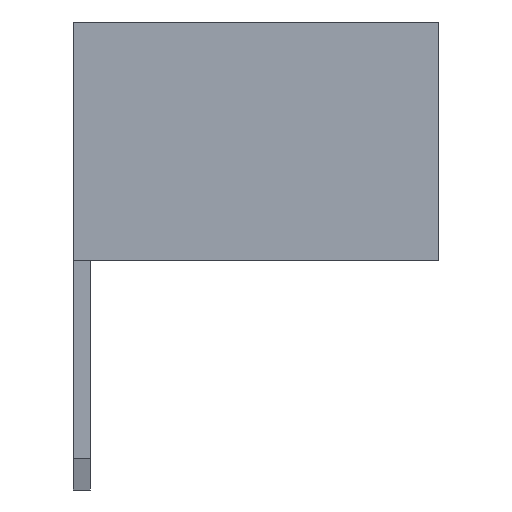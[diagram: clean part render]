
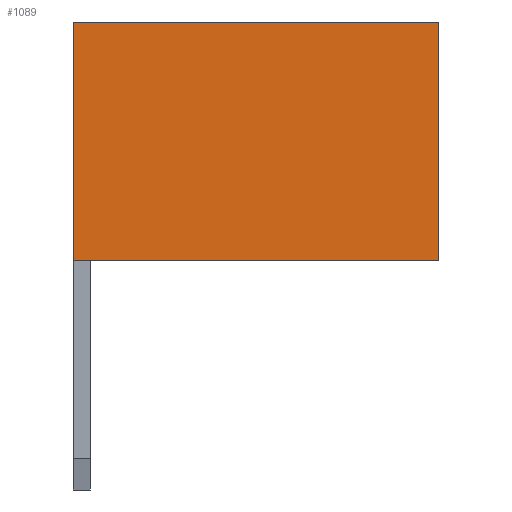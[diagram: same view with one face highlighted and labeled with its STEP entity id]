
A CAD part, left-side view. The second image highlights one B-rep face of the part: STEP entity #1089.
In plain terms, the highlighted planar face has unit normal (-1, 0, 0).
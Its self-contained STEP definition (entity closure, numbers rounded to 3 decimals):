
#1089=ADVANCED_FACE('',(#7453),#7455,.T.);
#7453=FACE_BOUND('',#7454,.T.);
#7454=EDGE_LOOP('',(#12541,#12542,#12543,#12544));
#7455=PLANE('',#7456);
#7456=AXIS2_PLACEMENT_3D('',#7457,#7458,#7459);
#7457=CARTESIAN_POINT('',(-1.,-4.2,0.));
#7458=DIRECTION('',(-1.,0.,0.));
#7459=DIRECTION('',(0.,0.,1.));
#12541=ORIENTED_EDGE('',*,*,#16045,.T.);
#12542=ORIENTED_EDGE('',*,*,#16238,.T.);
#12543=ORIENTED_EDGE('',*,*,#15956,.F.);
#12544=ORIENTED_EDGE('',*,*,#16237,.F.);
#15956=EDGE_CURVE('',#18106,#18108,#18109,.T.);
#16045=EDGE_CURVE('',#18234,#18235,#18236,.T.);
#16237=EDGE_CURVE('',#18234,#18106,#18553,.T.);
#16238=EDGE_CURVE('',#18235,#18108,#18554,.T.);
#18106=VERTEX_POINT('',#21710);
#18108=VERTEX_POINT('',#21714);
#18109=LINE('',#21715,#21716);
#18234=VERTEX_POINT('',#22018);
#18235=VERTEX_POINT('',#22019);
#18236=LINE('',#22020,#22021);
#18553=LINE('',#22721,#22722);
#18554=LINE('',#22724,#22725);
#21710=CARTESIAN_POINT('',(-1.,0.1,0.));
#21714=CARTESIAN_POINT('',(-1.,0.1,2.8));
#21715=CARTESIAN_POINT('',(-1.,0.1,0.));
#21716=VECTOR('',#21717,1.);
#21717=DIRECTION('',(0.,0.,1.));
#22018=CARTESIAN_POINT('',(-1.,-4.2,0.));
#22019=CARTESIAN_POINT('',(-1.,-4.2,2.8));
#22020=CARTESIAN_POINT('',(-1.,-4.2,0.));
#22021=VECTOR('',#22022,1.);
#22022=DIRECTION('',(0.,0.,1.));
#22721=CARTESIAN_POINT('',(-1.,-4.2,0.));
#22722=VECTOR('',#22723,1.);
#22723=DIRECTION('',(0.,1.,0.));
#22724=CARTESIAN_POINT('',(-1.,-4.2,2.8));
#22725=VECTOR('',#22726,1.);
#22726=DIRECTION('',(0.,1.,0.));
